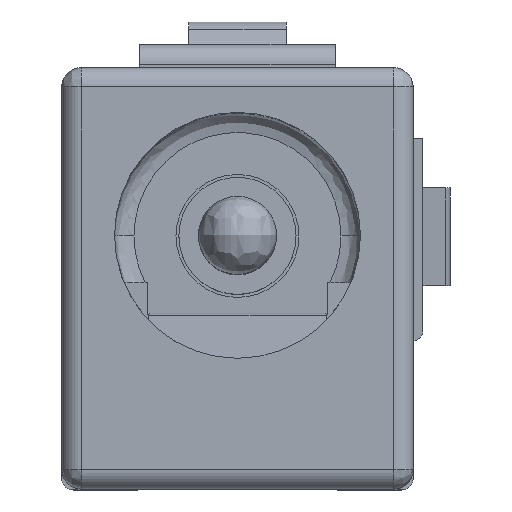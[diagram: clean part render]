
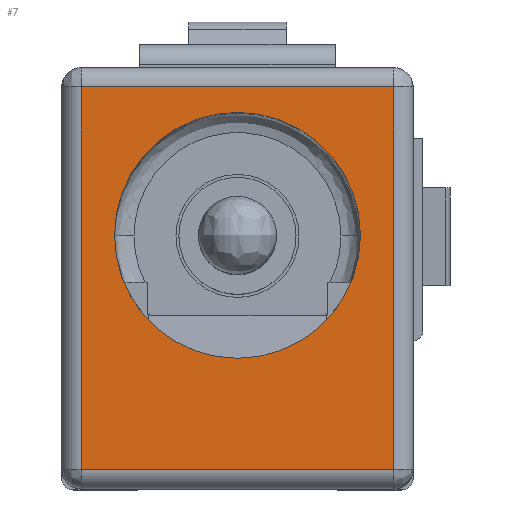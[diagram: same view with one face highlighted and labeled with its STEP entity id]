
A CAD part, top view. The second image highlights one B-rep face of the part: STEP entity #7.
In plain terms, the highlighted planar face has unit normal (0, 0, 1).
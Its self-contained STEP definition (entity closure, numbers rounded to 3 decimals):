
#7 = ADVANCED_FACE ( 'NONE', ( #2584, #1486 ), #1035, .F. ) ;
#328 = CARTESIAN_POINT ( 'NONE',  ( -4., 3.8, 0. ) ) ;
#460 = DIRECTION ( 'NONE',  ( -1., 0., 0. ) ) ;
#551 = CARTESIAN_POINT ( 'NONE',  ( 4., 3.8, 0. ) ) ;
#675 = CARTESIAN_POINT ( 'NONE',  ( 4., -6., 0. ) ) ;
#706 = VECTOR ( 'NONE', #5605, 1000. ) ;
#717 = EDGE_CURVE ( 'NONE', #2021, #6726, #6379, .T. ) ;
#777 = CIRCLE ( 'NONE', #7085, 3.15 ) ;
#908 = DIRECTION ( 'NONE',  ( 0., 0., -1. ) ) ;
#978 = EDGE_CURVE ( 'NONE', #7308, #2397, #3649, .T. ) ;
#1035 = PLANE ( 'NONE',  #4301 ) ;
#1129 = VECTOR ( 'NONE', #5395, 1000. ) ;
#1235 = ORIENTED_EDGE ( 'NONE', *, *, #6713, .F. ) ;
#1374 = LINE ( 'NONE', #3768, #6440 ) ;
#1390 = EDGE_LOOP ( 'NONE', ( #3643, #6800 ) ) ;
#1486 = FACE_BOUND ( 'NONE', #1390, .T. ) ;
#1520 = EDGE_CURVE ( 'NONE', #6726, #2021, #777, .T. ) ;
#1742 = LINE ( 'NONE', #675, #3640 ) ;
#1840 = VERTEX_POINT ( 'NONE', #551 ) ;
#2021 = VERTEX_POINT ( 'NONE', #5336 ) ;
#2127 = CARTESIAN_POINT ( 'NONE',  ( -4.5, -6., 0. ) ) ;
#2362 = CARTESIAN_POINT ( 'NONE',  ( -3.15, 0., 0. ) ) ;
#2397 = VERTEX_POINT ( 'NONE', #328 ) ;
#2584 = FACE_OUTER_BOUND ( 'NONE', #6205, .T. ) ;
#2707 = VERTEX_POINT ( 'NONE', #7055 ) ;
#2953 = ORIENTED_EDGE ( 'NONE', *, *, #5889, .F. ) ;
#2972 = DIRECTION ( 'NONE',  ( 0., -1., 0. ) ) ;
#3634 = DIRECTION ( 'NONE',  ( 0., 0., -1. ) ) ;
#3640 = VECTOR ( 'NONE', #2972, 1000. ) ;
#3643 = ORIENTED_EDGE ( 'NONE', *, *, #1520, .T. ) ;
#3649 = LINE ( 'NONE', #4742, #1129 ) ;
#3674 = ORIENTED_EDGE ( 'NONE', *, *, #7279, .F. ) ;
#3768 = CARTESIAN_POINT ( 'NONE',  ( -4.5, -6., 0. ) ) ;
#3847 = DIRECTION ( 'NONE',  ( -1., 0., 0. ) ) ;
#4108 = ORIENTED_EDGE ( 'NONE', *, *, #978, .F. ) ;
#4222 = CARTESIAN_POINT ( 'NONE',  ( -4., -6., 0. ) ) ;
#4301 = AXIS2_PLACEMENT_3D ( 'NONE', #2127, #6196, #460 ) ;
#4742 = CARTESIAN_POINT ( 'NONE',  ( -4., -6., 0. ) ) ;
#4806 = CARTESIAN_POINT ( 'NONE',  ( 0., 0., 0. ) ) ;
#5336 = CARTESIAN_POINT ( 'NONE',  ( 3.15, 0., 0. ) ) ;
#5395 = DIRECTION ( 'NONE',  ( 0., 1., 0. ) ) ;
#5544 = DIRECTION ( 'NONE',  ( -1., 0., 0. ) ) ;
#5553 = CARTESIAN_POINT ( 'NONE',  ( -4.5, 3.8, 0. ) ) ;
#5605 = DIRECTION ( 'NONE',  ( 1., 0., 0. ) ) ;
#5889 = EDGE_CURVE ( 'NONE', #2397, #1840, #6206, .T. ) ;
#6196 = DIRECTION ( 'NONE',  ( 0., 0., -1. ) ) ;
#6205 = EDGE_LOOP ( 'NONE', ( #4108, #3674, #1235, #2953 ) ) ;
#6206 = LINE ( 'NONE', #5553, #706 ) ;
#6379 = CIRCLE ( 'NONE', #7478, 3.15 ) ;
#6440 = VECTOR ( 'NONE', #3847, 1000. ) ;
#6664 = CARTESIAN_POINT ( 'NONE',  ( 0., 0., 0. ) ) ;
#6713 = EDGE_CURVE ( 'NONE', #1840, #2707, #1742, .T. ) ;
#6726 = VERTEX_POINT ( 'NONE', #2362 ) ;
#6800 = ORIENTED_EDGE ( 'NONE', *, *, #717, .T. ) ;
#7055 = CARTESIAN_POINT ( 'NONE',  ( 4., -6., 0. ) ) ;
#7085 = AXIS2_PLACEMENT_3D ( 'NONE', #4806, #3634, #7122 ) ;
#7122 = DIRECTION ( 'NONE',  ( -1., 0., 0. ) ) ;
#7279 = EDGE_CURVE ( 'NONE', #2707, #7308, #1374, .T. ) ;
#7308 = VERTEX_POINT ( 'NONE', #4222 ) ;
#7478 = AXIS2_PLACEMENT_3D ( 'NONE', #6664, #908, #5544 ) ;
